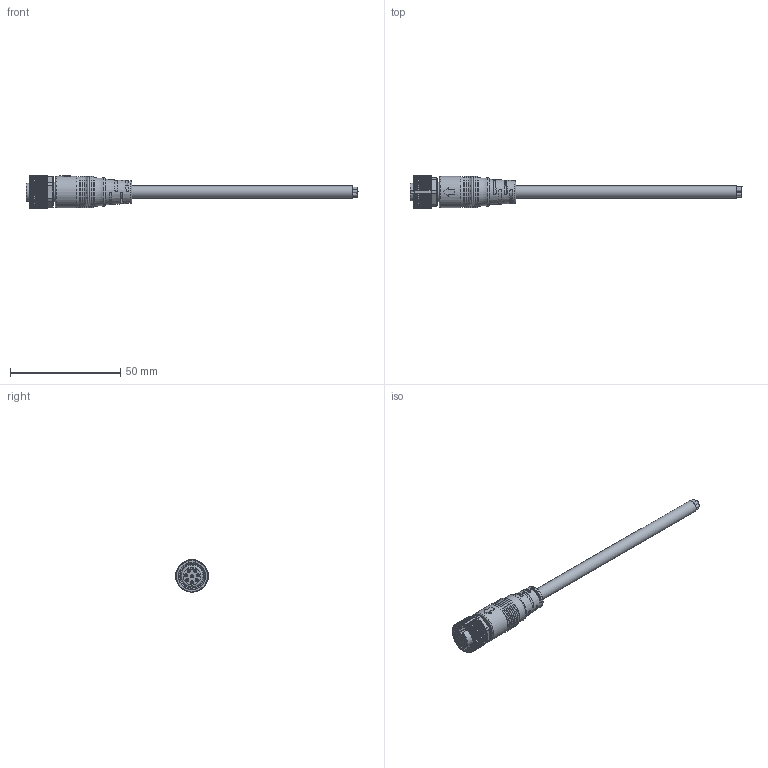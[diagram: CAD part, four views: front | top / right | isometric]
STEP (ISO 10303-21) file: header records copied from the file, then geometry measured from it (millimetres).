
FILE_DESCRIPTION(/* description */ ('Unknown'),/* implementation_level */ '2;1');
FILE_NAME(/* name */ '643622120308',/* time_stamp */ '2022-09-16T09:21:55+02:00',/* author */ ('Unknown'),/* organization */ ('Unknown'),/* preprocessor_version */ 'ST-DEVELOPER v16.7',/* originating_system */ 'Solid Edge',/* authorisation */ 'Unknown');
FILE_SCHEMA (('AUTOMOTIVE_DESIGN {1 0 10303 214 3 1 1}'));
Length unit declared in the file: millimetre
Products named in the file (8): 6436221203xx; 64362x120308_Housing; 6436221203xx_O-ring; 6436221203xx_Screw Nut; 643622120308_Pin; 6436221203xx_Seal; 6436221203xx_Body; 6436xx120308_Cable_F
Assembly tree (14 placements, depth 2):
  6436221203xx
    64362x120308_Housing
    6436221203xx_O-ring
    6436221203xx_Screw Nut
    643622120308_Pin  x8
    6436221203xx_Seal
    6436221203xx_Body
    6436xx120308_Cable_F
Bounding box: 150.3 x 14.77 x 14.95 mm (x, y, z)
Volume: 7831.9 mm3; surface area: 10588.4 mm2
Topology: 14 solids, 14 shells, 945 faces, 2416 edges, 1577 vertices
Faces by surface type: plane 399, cylinder 327, torus 96, cone 93, bspline 18, sphere 12
Full cylindrical faces by diameter (mm): 0.61 x8, 0.85 x8, 0.9 x8, 1 x16, 1.2 x8, 1.4 x48, 1.42 x16, 1.46 x8, 1.53 x32, 5.5 x3, 8.05 x5, 8.5 x2, 8.8 x2, 8.9 x1, 9.05 x1, 10.8 x3, 10.9 x7, 13.5 x7, 14.2 x1
Entity records: 23363 total; most frequent: CARTESIAN_POINT 8801, ORIENTED_EDGE 2966, DIRECTION 2551, EDGE_CURVE 1483, VERTEX_POINT 1042, AXIS2_PLACEMENT_3D 1010, FACE_BOUND 825, EDGE_LOOP 822
